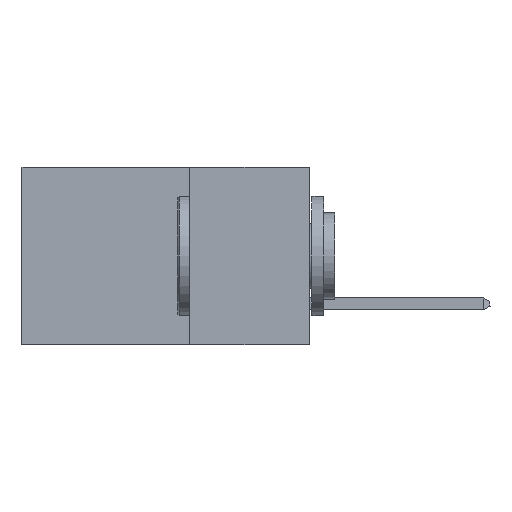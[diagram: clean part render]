
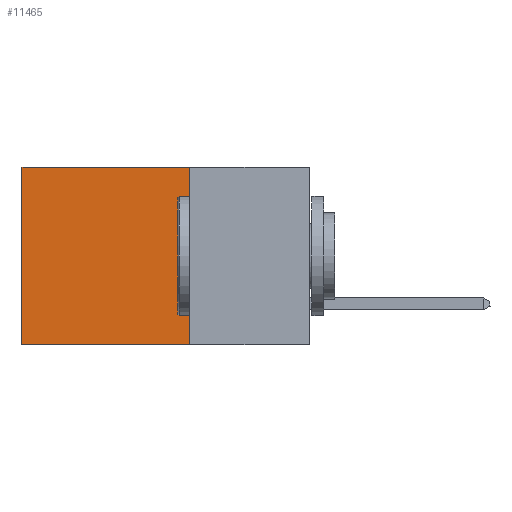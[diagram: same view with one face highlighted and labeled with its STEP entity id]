
A CAD part, left-side view. The second image highlights one B-rep face of the part: STEP entity #11465.
In plain terms, the highlighted planar face has unit normal (-1, 0, 0).
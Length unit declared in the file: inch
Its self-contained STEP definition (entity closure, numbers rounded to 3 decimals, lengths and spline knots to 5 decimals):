
#287 = DIRECTION ( 'NONE',  ( 0., 0., -1. ) ) ;
#900 = CARTESIAN_POINT ( 'NONE',  ( 0.2875, 0.6, -0.37 ) ) ;
#2998 = ORIENTED_EDGE ( 'NONE', *, *, #15878, .T. ) ;
#3076 = CARTESIAN_POINT ( 'NONE',  ( 0.2875, 0.25, 0. ) ) ;
#3830 = CARTESIAN_POINT ( 'NONE',  ( 0.2875, 0.25, 0. ) ) ;
#4180 = ORIENTED_EDGE ( 'NONE', *, *, #20120, .F. ) ;
#5309 = EDGE_LOOP ( 'NONE', ( #5798, #4180, #30667, #2998 ) ) ;
#5798 = ORIENTED_EDGE ( 'NONE', *, *, #12110, .T. ) ;
#6562 = VERTEX_POINT ( 'NONE', #22432 ) ;
#7105 = DIRECTION ( 'NONE',  ( 0., 1., 0. ) ) ;
#7532 = VECTOR ( 'NONE', #12428, 39.37008 ) ;
#7716 = LINE ( 'NONE', #3076, #31623 ) ;
#9254 = VERTEX_POINT ( 'NONE', #3830 ) ;
#11465 = ADVANCED_FACE ( 'NONE', ( #30295 ), #15856, .F. ) ;
#12028 = LINE ( 'NONE', #27940, #7532 ) ;
#12110 = EDGE_CURVE ( 'NONE', #31227, #18745, #12028, .T. ) ;
#12428 = DIRECTION ( 'NONE',  ( 0., 0., -1. ) ) ;
#12881 = VECTOR ( 'NONE', #7105, 39.37008 ) ;
#13743 = DIRECTION ( 'NONE',  ( 0., 0., -1. ) ) ;
#14693 = LINE ( 'NONE', #27816, #30864 ) ;
#15856 = PLANE ( 'NONE',  #22874 ) ;
#15878 = EDGE_CURVE ( 'NONE', #9254, #31227, #32703, .T. ) ;
#18745 = VERTEX_POINT ( 'NONE', #900 ) ;
#19279 = EDGE_CURVE ( 'NONE', #9254, #6562, #7716, .T. ) ;
#20120 = EDGE_CURVE ( 'NONE', #6562, #18745, #14693, .T. ) ;
#20959 = DIRECTION ( 'NONE',  ( 0., 1., 0. ) ) ;
#22432 = CARTESIAN_POINT ( 'NONE',  ( 0.2875, 0.25, -0.37 ) ) ;
#22874 = AXIS2_PLACEMENT_3D ( 'NONE', #31027, #31117, #287 ) ;
#23118 = CARTESIAN_POINT ( 'NONE',  ( 0.2875, 0.25, 0. ) ) ;
#23729 = CARTESIAN_POINT ( 'NONE',  ( 0.2875, 0.6, 0. ) ) ;
#27816 = CARTESIAN_POINT ( 'NONE',  ( 0.2875, 0.25, -0.37 ) ) ;
#27940 = CARTESIAN_POINT ( 'NONE',  ( 0.2875, 0.6, 0. ) ) ;
#30295 = FACE_OUTER_BOUND ( 'NONE', #5309, .T. ) ;
#30667 = ORIENTED_EDGE ( 'NONE', *, *, #19279, .F. ) ;
#30864 = VECTOR ( 'NONE', #20959, 39.37008 ) ;
#31027 = CARTESIAN_POINT ( 'NONE',  ( 0.2875, 0.25, 0. ) ) ;
#31117 = DIRECTION ( 'NONE',  ( 1., 0., 0. ) ) ;
#31227 = VERTEX_POINT ( 'NONE', #23729 ) ;
#31623 = VECTOR ( 'NONE', #13743, 39.37008 ) ;
#32703 = LINE ( 'NONE', #23118, #12881 ) ;
